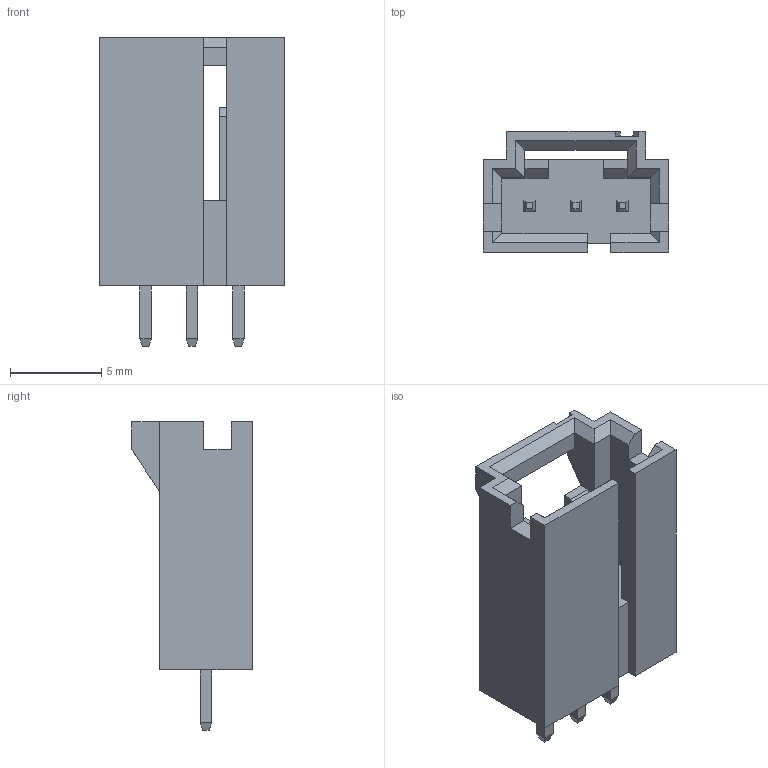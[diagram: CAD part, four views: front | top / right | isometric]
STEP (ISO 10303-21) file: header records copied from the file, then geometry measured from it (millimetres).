
FILE_DESCRIPTION (( 'STEP AP214' ), '1' );
FILE_NAME ('Shrouded254_3Way_Stright.STEP', '2019-08-23T09:30:56', ( 'Peng' ), ( '' ), 'SwSTEP 2.0', 'SolidWorks 2017', '' );
FILE_SCHEMA (( 'AUTOMOTIVE_DESIGN' ));
Length unit declared in the file: millimetre
Products named in the file (1): Shrouded254_3Way_Stright
Bounding box: 10.16 x 6.6 x 16.89 mm (x, y, z)
Volume: 448.7 mm3; surface area: 762.9 mm2
Topology: 1 solids, 1 shells, 109 faces, 274 edges, 171 vertices
Faces by surface type: plane 109
Entity records: 3780 total; most frequent: CARTESIAN_POINT 555, ORIENTED_EDGE 548, DIRECTION 494, VECTOR 274, EDGE_CURVE 274, LINE 274, VERTEX_POINT 171, EDGE_LOOP 115
